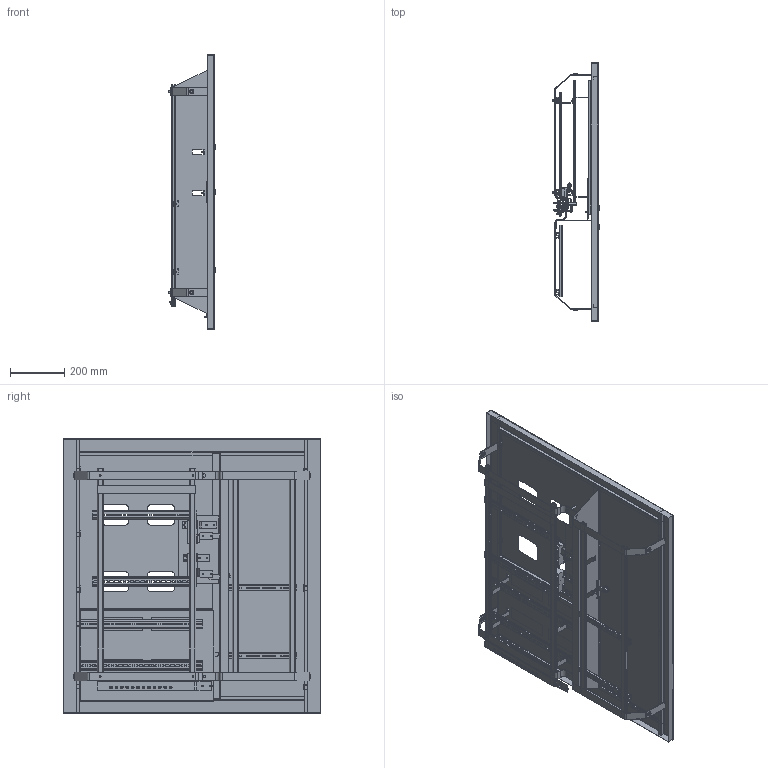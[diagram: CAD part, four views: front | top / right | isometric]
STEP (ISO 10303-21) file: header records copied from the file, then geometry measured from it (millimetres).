
FILE_DESCRIPTION (( 'STEP AP214' ), '1' );
FILE_NAME ('mb10-v-4 欼4 罺.STEP', '2021-03-15T06:48:00', ( '' ), ( '' ), 'SwSTEP 2.0', 'SolidWorks 2021', '' );
FILE_SCHEMA (( 'AUTOMOTIVE_DESIGN' ));
Length unit declared in the file: millimetre
Products named in the file (60): ÙÝ7.10.00.005 Øèíêà PE_00; ÙÝ7.05.00.000 Ðàìà ìîíòàæíàÿ_00; Âíóòðåííåå òåëî çàìêà; 佥7.00.00.001 脏朦囗咫黖00; pan head cross recess screw_din_ISO 7045 - M4 x 6 - Z --- 6N; 欼7.01.00.002 砐櫇謥玁縺_00; ÙÝ7.10.00.001 Èçîëÿòîð_00; 欼7.01.00.004 扰鍙欙樥燲00; ÙÝ4.03.00.000 Äâåðü ó÷åòíîãî îòñåêà_00; 佥4.03.00.001 拟屦黖00; 欼7.01.00.000 忺謤僔_00; Ïðîêëàäêà; 欼7.00.00.005 扰鍙欙樥燲00; 欼7.02.00.002 栴鍕趌00; ÙÝ7.10.00.002 Øèíêà N_00; ����� ��������_������ 45��; Ïðîêëàäêà ìåòàëëè÷åñêàÿ 2; Washer 6402_3_gost_丐ｩ｡ 2 6 ヮ葬 6402-70; mb10-v-4 欼4 罺; 欼7.10.00.004 砎鳽鳻_00; Òåëî çàìêà; 佥7.01.00.005 橡铘桦黖00; Äèí-ðåéêà TS 35õ7,5_385; ÙÝ7.11.00.005 Øèíêà PE_01; Âèíò Ì5 ÃÎÑÒ17473-78_5å10; Ãàéêà; Âèíò Ì5 ÃÎÑÒ17473-78_5å16; ÙÝ7.00.00.004 Ãàéêà çàêëàäíàÿ_00; ÙÝ7.01.00.001 Ñòîéêà âåðòèêàëüíàÿ_00; ﾘ琺矜 01.019 ﾃﾎﾑﾒ11371-78_5; 佥7.02.00.001 拟屦黖00; ÙÝ7.00.00.002 Ýêðàí çàùèòíûé_00; 佥7.05.00.001 橡铘桦黖00; Ïðîêëàäêà ìåòàëëè÷åñêàÿ; ﾘ琺矜 65ﾃ 019 ﾃﾎﾑﾒ 6402-70_8; ÙÝ7.11.00.000 Êîëîäêà PE è N ñáîðíàÿ_01; ﾘ琺矜 01.019 ﾃﾎﾑﾒ11371-78_4; ÙÝ7.04.00.000 Äâåðü ñëàáîòî÷íîãî îòñåêà_00; Âèíò Ì4 ÃÎÑÒ17473-78_4å10; ÙÝ7.05.00.003 Ïëàñòèíà ïîïåðå÷íàÿ_00 ...
Assembly tree (183 placements, depth 5):
  mb10-v-4 欼4 罺
    ﾙﾝ4.00.00.000 ﾙ頸 跫隆_00
      欼7.01.00.000 忺謤僔_00
        ÙÝ7.01.00.001 Ñòîéêà âåðòèêàëüíàÿ_00  x2
        欼7.01.00.002 砐櫇謥玁縺_00  x2
        欼7.01.00.004 扰鍙欙樥燲00  x2
        欼7.01.00.003 盷謥蜦豂儆趌00
        佥7.01.00.005 橡铘桦黖00  x2
        ÙÝ7.01.00.006 Ïåòëÿ_00  x8
      ÙÝ7.02.00.000 Äâåðü ðàñïðåäåëèòåëüíîãî îòñåêà._00
        佥7.02.01.000 拟屦黖00
          佥7.02.00.001 拟屦黖00
          欼7.02.00.002 栴鍕趌00  x2
        ����� ��������_������ 45��
          Òåëî çàìêà
          Ïðîêëàäêà ìåòàëëè÷åñêàÿ
          剒蜲錪 45擤
          Washer 6402_3_gost_丐ｩ｡ 2 6 ヮ葬 6402-70
          Ïðîêëàäêà
          pan head cross recess screw_din_ISO 7045 - M4 x 6 - Z --- 6N
          Ïðîêëàäêà ìåòàëëè÷åñêàÿ 2
          Ãàéêà
          Âíóòðåííåå òåëî çàìêà
      ÙÝ7.04.00.000 Äâåðü ñëàáîòî÷íîãî îòñåêà_00
        佥7.04.01.000 拟屦黖00
          佥7.04.00.001 拟屦黖00
          欼7.02.00.002 栴鍕趌00  x3
        ����� ��������_������ 45��
          Òåëî çàìêà
          Ïðîêëàäêà ìåòàëëè÷åñêàÿ
          剒蜲錪 45擤
          Washer 6402_3_gost_丐ｩ｡ 2 6 ヮ葬 6402-70
          Ïðîêëàäêà
          pan head cross recess screw_din_ISO 7045 - M4 x 6 - Z --- 6N
          Ïðîêëàäêà ìåòàëëè÷åñêàÿ 2
          Ãàéêà
          Âíóòðåííåå òåëî çàìêà
      ÙÝ4.03.00.000 Äâåðü ó÷åòíîãî îòñåêà_00
        佥4.03.01.000 拟屦黖00
          佥4.03.00.001 拟屦黖00
          欼7.02.00.002 栴鍕趌00  x3
        ����� ��������_������ 45��
          Òåëî çàìêà
          Ïðîêëàäêà ìåòàëëè÷åñêàÿ
          剒蜲錪 45擤
          Washer 6402_3_gost_丐ｩ｡ 2 6 ヮ葬 6402-70
          Ïðîêëàäêà
          pan head cross recess screw_din_ISO 7045 - M4 x 6 - Z --- 6N
          Ïðîêëàäêà ìåòàëëè÷åñêàÿ 2
          Ãàéêà
          Âíóòðåííåå òåëî çàìêà
      ÙÝ7.05.00.000 Ðàìà ìîíòàæíàÿ_00
        佥7.05.00.001 橡铘桦黖00  x2
        ÙÝ7.05.00.002 Ïëàñòèíà ïîïåðå÷íàÿ_00
        ÙÝ7.05.00.003 Ïëàñòèíà ïîïåðå÷íàÿ_00
      佥7.00.00.003 橡铘桦黖00  x2
      ÙÝ7.00.00.004 Ãàéêà çàêëàäíàÿ_00  x14
      Âèíò Ì4 ÃÎÑÒ17473-78_4å10  x18
      欼7.00.00.005 扰鍙欙樥燲00  x4
      欼7.00.00.006 扰鍙欙樥燲00  x4
Bounding box: 171.9 x 950 x 1010 mm (x, y, z)
Volume: 2234523.8 mm3; surface area: 4002849.7 mm2
Topology: 187 solids, 187 shells, 4537 faces, 10855 edges, 6807 vertices
Faces by surface type: plane 2467, cylinder 1543, cone 236, torus 120, sphere 104, bspline 67
Entity records: 63765 total; most frequent: CARTESIAN_POINT 15804, DIRECTION 9013, ORIENTED_EDGE 8844, EDGE_CURVE 4422, AXIS2_PLACEMENT_3D 3192, VERTEX_POINT 2908, LINE 2629, VECTOR 2629
